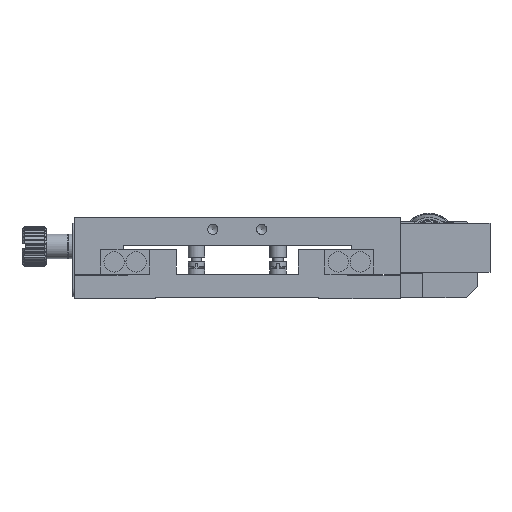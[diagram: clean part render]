
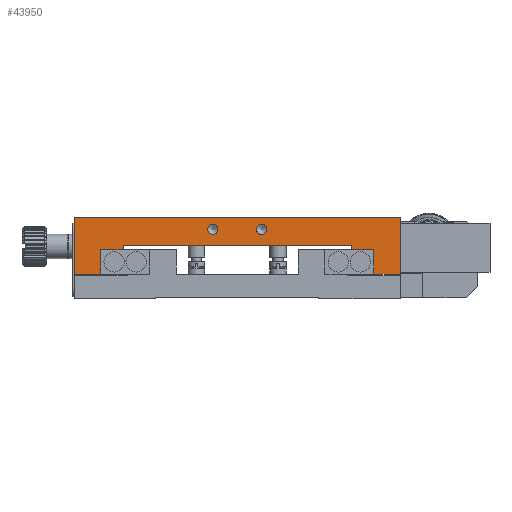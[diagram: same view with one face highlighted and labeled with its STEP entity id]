
A CAD part, left-side view. The second image highlights one B-rep face of the part: STEP entity #43950.
In plain terms, the highlighted planar face has unit normal (-1, 0, 0).
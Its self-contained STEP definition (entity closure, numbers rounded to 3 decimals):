
#1565 = ORIENTED_EDGE ( 'NONE', *, *, #26109, .F. ) ;
#2974 = ORIENTED_EDGE ( 'NONE', *, *, #36611, .F. ) ;
#3328 = VERTEX_POINT ( 'NONE', #93352 ) ;
#3563 = VERTEX_POINT ( 'NONE', #89545 ) ;
#4023 = DIRECTION ( 'NONE',  ( 0., -1., 0. ) ) ;
#4443 = EDGE_CURVE ( 'NONE', #138166, #151714, #9152, .T. ) ;
#6251 = EDGE_CURVE ( 'NONE', #67962, #56834, #16764, .T. ) ;
#6732 = EDGE_CURVE ( 'NONE', #68079, #19133, #144223, .T. ) ;
#9054 = DIRECTION ( 'NONE',  ( 0., 1., 0. ) ) ;
#9152 = LINE ( 'NONE', #139692, #150741 ) ;
#11215 = VECTOR ( 'NONE', #115525, 1000. ) ;
#12371 = ORIENTED_EDGE ( 'NONE', *, *, #128493, .F. ) ;
#12926 = VECTOR ( 'NONE', #14901, 1000. ) ;
#14901 = DIRECTION ( 'NONE',  ( 0., 0., 1. ) ) ;
#15927 = CARTESIAN_POINT ( 'NONE',  ( -40., 28., 13. ) ) ;
#16764 = LINE ( 'NONE', #78360, #52379 ) ;
#17328 = CARTESIAN_POINT ( 'NONE',  ( -40., -33.5, 20. ) ) ;
#18148 = VERTEX_POINT ( 'NONE', #41656 ) ;
#18247 = EDGE_CURVE ( 'NONE', #33886, #19461, #139819, .T. ) ;
#19133 = VERTEX_POINT ( 'NONE', #26929 ) ;
#19461 = VERTEX_POINT ( 'NONE', #71837 ) ;
#22199 = LINE ( 'NONE', #71610, #87044 ) ;
#23226 = CARTESIAN_POINT ( 'NONE',  ( -40., 28., 13. ) ) ;
#26109 = EDGE_CURVE ( 'NONE', #19133, #72377, #39825, .T. ) ;
#26929 = CARTESIAN_POINT ( 'NONE',  ( -40., -40., 20. ) ) ;
#31449 = DIRECTION ( 'NONE',  ( 0., 1., 0. ) ) ;
#31679 = ORIENTED_EDGE ( 'NONE', *, *, #94941, .F. ) ;
#32836 = LINE ( 'NONE', #58719, #130785 ) ;
#33372 = DIRECTION ( 'NONE',  ( 0., -1., 0. ) ) ;
#33886 = VERTEX_POINT ( 'NONE', #57688 ) ;
#34138 = DIRECTION ( 'NONE',  ( 0., -1., 0. ) ) ;
#35412 = CARTESIAN_POINT ( 'NONE',  ( -40., 33.5, 12. ) ) ;
#36611 = EDGE_CURVE ( 'NONE', #3328, #68079, #32836, .T. ) ;
#38085 = DIRECTION ( 'NONE',  ( -1., 0., 0. ) ) ;
#38162 = EDGE_LOOP ( 'NONE', ( #120842 ) ) ;
#39825 = LINE ( 'NONE', #76294, #86940 ) ;
#40779 = FACE_BOUND ( 'NONE', #38162, .T. ) ;
#41656 = CARTESIAN_POINT ( 'NONE',  ( -40., 4.77, 17. ) ) ;
#42139 = CIRCLE ( 'NONE', #57728, 1.229 ) ;
#43950 = ADVANCED_FACE ( 'NONE', ( #77251, #40779, #90266 ), #139770, .F. ) ;
#44439 = CIRCLE ( 'NONE', #132462, 1.229 ) ;
#45511 = DIRECTION ( 'NONE',  ( 1., 0., 0. ) ) ;
#51050 = DIRECTION ( 'NONE',  ( 0., 1., 0. ) ) ;
#51172 = DIRECTION ( 'NONE',  ( 0., 0., -1. ) ) ;
#52379 = VECTOR ( 'NONE', #102740, 1000. ) ;
#53463 = CARTESIAN_POINT ( 'NONE',  ( -40., 6., 17. ) ) ;
#53733 = CARTESIAN_POINT ( 'NONE',  ( -40., 40., 20. ) ) ;
#55523 = CARTESIAN_POINT ( 'NONE',  ( -40., -28., 13. ) ) ;
#55573 = CARTESIAN_POINT ( 'NONE',  ( -40., 40., 20. ) ) ;
#56834 = VERTEX_POINT ( 'NONE', #157212 ) ;
#57688 = CARTESIAN_POINT ( 'NONE',  ( -40., -33.5, 6. ) ) ;
#57728 = AXIS2_PLACEMENT_3D ( 'NONE', #53463, #38085, #4023 ) ;
#58719 = CARTESIAN_POINT ( 'NONE',  ( -40., 40., 20. ) ) ;
#58778 = ORIENTED_EDGE ( 'NONE', *, *, #76780, .F. ) ;
#59189 = ORIENTED_EDGE ( 'NONE', *, *, #153429, .F. ) ;
#62501 = CARTESIAN_POINT ( 'NONE',  ( -40., -28., 12. ) ) ;
#63395 = DIRECTION ( 'NONE',  ( 0., 0., 1. ) ) ;
#65198 = CARTESIAN_POINT ( 'NONE',  ( -40., 40., 13. ) ) ;
#65199 = VERTEX_POINT ( 'NONE', #15927 ) ;
#67281 = EDGE_CURVE ( 'NONE', #65199, #138213, #109189, .T. ) ;
#67962 = VERTEX_POINT ( 'NONE', #35412 ) ;
#68079 = VERTEX_POINT ( 'NONE', #55573 ) ;
#68138 = ORIENTED_EDGE ( 'NONE', *, *, #103912, .F. ) ;
#71395 = CARTESIAN_POINT ( 'NONE',  ( -40., -6., 17. ) ) ;
#71610 = CARTESIAN_POINT ( 'NONE',  ( -40., 40., 6. ) ) ;
#71837 = CARTESIAN_POINT ( 'NONE',  ( -40., -33.5, 12. ) ) ;
#72142 = LINE ( 'NONE', #85147, #111430 ) ;
#72377 = VERTEX_POINT ( 'NONE', #72709 ) ;
#72709 = CARTESIAN_POINT ( 'NONE',  ( -40., -40., 6. ) ) ;
#73325 = ORIENTED_EDGE ( 'NONE', *, *, #107235, .F. ) ;
#74350 = ORIENTED_EDGE ( 'NONE', *, *, #4443, .F. ) ;
#76294 = CARTESIAN_POINT ( 'NONE',  ( -40., -40., 20. ) ) ;
#76780 = EDGE_CURVE ( 'NONE', #3563, #3563, #44439, .T. ) ;
#77251 = FACE_OUTER_BOUND ( 'NONE', #78955, .T. ) ;
#78360 = CARTESIAN_POINT ( 'NONE',  ( -40., 33.5, 20. ) ) ;
#78955 = EDGE_LOOP ( 'NONE', ( #123550, #31679, #126067, #68138, #74350, #73325, #120682, #59189, #1565, #153488, #2974, #12371 ) ) ;
#84018 = DIRECTION ( 'NONE',  ( 0., 0., -1. ) ) ;
#84672 = EDGE_CURVE ( 'NONE', #18148, #18148, #42139, .T. ) ;
#85147 = CARTESIAN_POINT ( 'NONE',  ( -40., 40., 6. ) ) ;
#86940 = VECTOR ( 'NONE', #51172, 1000. ) ;
#87044 = VECTOR ( 'NONE', #121145, 1000. ) ;
#89545 = CARTESIAN_POINT ( 'NONE',  ( -40., -7.229, 17. ) ) ;
#90266 = FACE_BOUND ( 'NONE', #138006, .T. ) ;
#93352 = CARTESIAN_POINT ( 'NONE',  ( -40., 40., 6. ) ) ;
#94941 = EDGE_CURVE ( 'NONE', #138213, #67962, #144545, .T. ) ;
#97107 = DIRECTION ( 'NONE',  ( 0., -1., 0. ) ) ;
#102740 = DIRECTION ( 'NONE',  ( 0., 0., -1. ) ) ;
#103912 = EDGE_CURVE ( 'NONE', #151714, #65199, #152069, .T. ) ;
#107182 = DIRECTION ( 'NONE',  ( -1., 0., 0. ) ) ;
#107235 = EDGE_CURVE ( 'NONE', #19461, #138166, #116625, .T. ) ;
#109189 = LINE ( 'NONE', #23226, #152292 ) ;
#111430 = VECTOR ( 'NONE', #51050, 1000. ) ;
#111940 = VECTOR ( 'NONE', #31449, 1000. ) ;
#115525 = DIRECTION ( 'NONE',  ( 0., 1., 0. ) ) ;
#116625 = LINE ( 'NONE', #128806, #111940 ) ;
#120682 = ORIENTED_EDGE ( 'NONE', *, *, #18247, .F. ) ;
#120842 = ORIENTED_EDGE ( 'NONE', *, *, #84672, .F. ) ;
#121145 = DIRECTION ( 'NONE',  ( 0., 1., 0. ) ) ;
#121443 = CARTESIAN_POINT ( 'NONE',  ( -40., 40., 20. ) ) ;
#123550 = ORIENTED_EDGE ( 'NONE', *, *, #6251, .F. ) ;
#126067 = ORIENTED_EDGE ( 'NONE', *, *, #67281, .F. ) ;
#128493 = EDGE_CURVE ( 'NONE', #56834, #3328, #22199, .T. ) ;
#128806 = CARTESIAN_POINT ( 'NONE',  ( -40., 40., 12. ) ) ;
#130785 = VECTOR ( 'NONE', #132560, 1000. ) ;
#132462 = AXIS2_PLACEMENT_3D ( 'NONE', #71395, #107182, #34138 ) ;
#132560 = DIRECTION ( 'NONE',  ( 0., 0., 1. ) ) ;
#138006 = EDGE_LOOP ( 'NONE', ( #58778 ) ) ;
#138166 = VERTEX_POINT ( 'NONE', #62501 ) ;
#138213 = VERTEX_POINT ( 'NONE', #150966 ) ;
#139692 = CARTESIAN_POINT ( 'NONE',  ( -40., -28., 12. ) ) ;
#139770 = PLANE ( 'NONE',  #149036 ) ;
#139819 = LINE ( 'NONE', #17328, #12926 ) ;
#143751 = CARTESIAN_POINT ( 'NONE',  ( -40., 40., 12. ) ) ;
#144223 = LINE ( 'NONE', #121443, #148306 ) ;
#144545 = LINE ( 'NONE', #143751, #159204 ) ;
#148306 = VECTOR ( 'NONE', #97107, 1000. ) ;
#149036 = AXIS2_PLACEMENT_3D ( 'NONE', #53733, #45511, #33372 ) ;
#150741 = VECTOR ( 'NONE', #63395, 1000. ) ;
#150966 = CARTESIAN_POINT ( 'NONE',  ( -40., 28., 12. ) ) ;
#151714 = VERTEX_POINT ( 'NONE', #55523 ) ;
#152069 = LINE ( 'NONE', #65198, #11215 ) ;
#152292 = VECTOR ( 'NONE', #84018, 1000. ) ;
#153429 = EDGE_CURVE ( 'NONE', #72377, #33886, #72142, .T. ) ;
#153488 = ORIENTED_EDGE ( 'NONE', *, *, #6732, .F. ) ;
#157212 = CARTESIAN_POINT ( 'NONE',  ( -40., 33.5, 6. ) ) ;
#159204 = VECTOR ( 'NONE', #9054, 1000. ) ;
